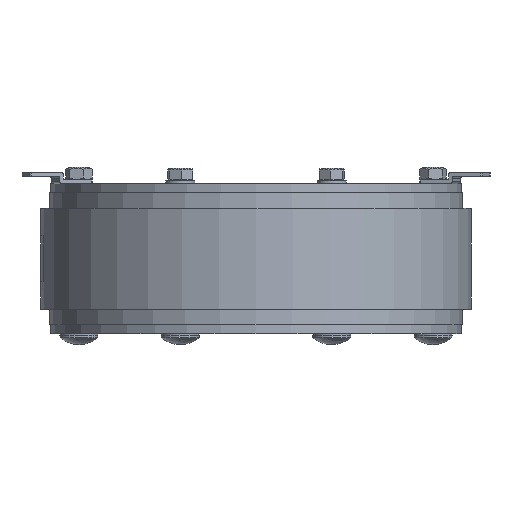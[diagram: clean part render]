
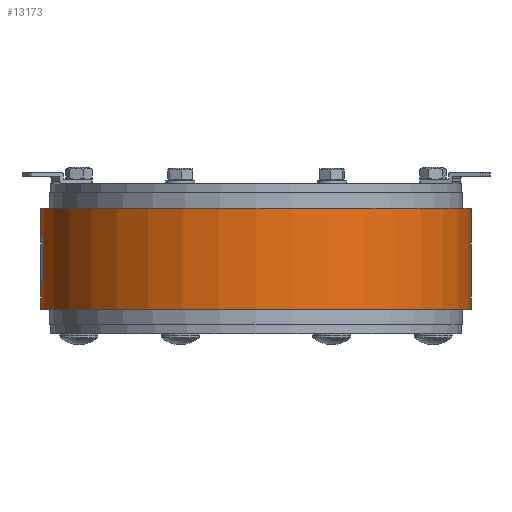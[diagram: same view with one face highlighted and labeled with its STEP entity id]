
A CAD part, front view. The second image highlights one B-rep face of the part: STEP entity #13173.
In plain terms, the highlighted cylindrical face has radius 117.5 mm (diameter 235 mm), a partial arc.
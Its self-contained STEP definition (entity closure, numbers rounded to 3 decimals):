
#1113=CIRCLE('',#13894,117.5);
#1115=CIRCLE('',#13897,117.5);
#1117=CIRCLE('',#13900,117.5);
#1119=CIRCLE('',#13904,117.5);
#1121=CIRCLE('',#13917,117.5);
#1123=CIRCLE('',#13921,117.5);
#1126=CIRCLE('',#13925,117.5);
#1127=CIRCLE('',#13927,117.5);
#1205=CYLINDRICAL_SURFACE('',#13931,117.5);
#1930=FACE_OUTER_BOUND('',#2758,.T.);
#2758=EDGE_LOOP('',(#11968,#11969,#11970,#11971,#11972,#11973,#11974,#11975,
#11976,#11977,#11978,#11979,#11980,#11981));
#3988=LINE('',#23025,#5252);
#3995=LINE('',#23042,#5259);
#4005=LINE('',#23061,#5269);
#4014=LINE('',#23084,#5278);
#4021=LINE('',#23108,#5285);
#4022=LINE('',#23110,#5286);
#5252=VECTOR('',#16610,25.);
#5259=VECTOR('',#16627,15.);
#5269=VECTOR('',#16647,15.);
#5278=VECTOR('',#16670,25.);
#5285=VECTOR('',#16697,15.);
#5286=VECTOR('',#16700,15.);
#6476=VERTEX_POINT('',#22997);
#6477=VERTEX_POINT('',#22998);
#6480=VERTEX_POINT('',#23006);
#6481=VERTEX_POINT('',#23007);
#6484=VERTEX_POINT('',#23015);
#6485=VERTEX_POINT('',#23016);
#6488=VERTEX_POINT('',#23024);
#6490=VERTEX_POINT('',#23030);
#6500=VERTEX_POINT('',#23074);
#6501=VERTEX_POINT('',#23075);
#6504=VERTEX_POINT('',#23083);
#6506=VERTEX_POINT('',#23089);
#6509=VERTEX_POINT('',#23097);
#6510=VERTEX_POINT('',#23101);
#8282=EDGE_CURVE('',#6476,#6477,#1113,.T.);
#8286=EDGE_CURVE('',#6480,#6481,#1115,.T.);
#8290=EDGE_CURVE('',#6484,#6485,#1117,.T.);
#8294=EDGE_CURVE('',#6485,#6488,#3988,.T.);
#8297=EDGE_CURVE('',#6488,#6490,#1119,.T.);
#8303=EDGE_CURVE('',#6476,#6490,#3995,.T.);
#8313=EDGE_CURVE('',#6484,#6481,#4005,.T.);
#8320=EDGE_CURVE('',#6500,#6501,#1121,.T.);
#8324=EDGE_CURVE('',#6504,#6500,#4014,.T.);
#8327=EDGE_CURVE('',#6506,#6504,#1123,.T.);
#8332=EDGE_CURVE('',#6509,#6477,#1126,.T.);
#8333=EDGE_CURVE('',#6480,#6510,#1127,.T.);
#8337=EDGE_CURVE('',#6510,#6506,#4021,.T.);
#8338=EDGE_CURVE('',#6501,#6509,#4022,.T.);
#11968=ORIENTED_EDGE('',*,*,#8332,.F.);
#11969=ORIENTED_EDGE('',*,*,#8338,.F.);
#11970=ORIENTED_EDGE('',*,*,#8320,.F.);
#11971=ORIENTED_EDGE('',*,*,#8324,.F.);
#11972=ORIENTED_EDGE('',*,*,#8327,.F.);
#11973=ORIENTED_EDGE('',*,*,#8337,.F.);
#11974=ORIENTED_EDGE('',*,*,#8333,.F.);
#11975=ORIENTED_EDGE('',*,*,#8286,.T.);
#11976=ORIENTED_EDGE('',*,*,#8313,.F.);
#11977=ORIENTED_EDGE('',*,*,#8290,.T.);
#11978=ORIENTED_EDGE('',*,*,#8294,.T.);
#11979=ORIENTED_EDGE('',*,*,#8297,.T.);
#11980=ORIENTED_EDGE('',*,*,#8303,.F.);
#11981=ORIENTED_EDGE('',*,*,#8282,.T.);
#13173=ADVANCED_FACE('',(#1930),#1205,.T.);
#13894=AXIS2_PLACEMENT_3D('',#22999,#16586,#16587);
#13897=AXIS2_PLACEMENT_3D('',#23008,#16594,#16595);
#13900=AXIS2_PLACEMENT_3D('',#23017,#16602,#16603);
#13904=AXIS2_PLACEMENT_3D('',#23031,#16615,#16616);
#13917=AXIS2_PLACEMENT_3D('',#23076,#16662,#16663);
#13921=AXIS2_PLACEMENT_3D('',#23090,#16675,#16676);
#13925=AXIS2_PLACEMENT_3D('',#23099,#16685,#16686);
#13927=AXIS2_PLACEMENT_3D('',#23102,#16689,#16690);
#13931=AXIS2_PLACEMENT_3D('',#23112,#16702,#16703);
#16586=DIRECTION('center_axis',(0.,1.,0.));
#16587=DIRECTION('ref_axis',(0.,0.,1.));
#16594=DIRECTION('center_axis',(0.,-1.,0.));
#16595=DIRECTION('ref_axis',(0.,0.,1.));
#16602=DIRECTION('center_axis',(0.,1.,0.));
#16603=DIRECTION('ref_axis',(0.,0.,1.));
#16610=DIRECTION('',(0.,-1.,0.));
#16615=DIRECTION('center_axis',(0.,-1.,0.));
#16616=DIRECTION('ref_axis',(0.,0.,1.));
#16627=DIRECTION('',(0.,1.,0.));
#16647=DIRECTION('',(0.,1.,0.));
#16662=DIRECTION('center_axis',(0.,-1.,0.));
#16663=DIRECTION('ref_axis',(-0.177,0.,-0.984));
#16670=DIRECTION('',(0.,-1.,0.));
#16675=DIRECTION('center_axis',(0.,1.,0.));
#16676=DIRECTION('ref_axis',(0.,0.,-1.));
#16685=DIRECTION('center_axis',(0.,-1.,0.));
#16686=DIRECTION('ref_axis',(0.,0.,-1.));
#16689=DIRECTION('center_axis',(0.,1.,0.));
#16690=DIRECTION('ref_axis',(0.,0.,-1.));
#16697=DIRECTION('',(0.,-1.,0.));
#16700=DIRECTION('',(0.,-1.,0.));
#16702=DIRECTION('center_axis',(0.,1.,0.));
#16703=DIRECTION('ref_axis',(0.,0.,-1.));
#22997=CARTESIAN_POINT('',(-180.634,-27.5,5.));
#22998=CARTESIAN_POINT('',(-180.634,-27.5,-230.));
#22999=CARTESIAN_POINT('Origin',(-180.634,-27.5,-112.5));
#23006=CARTESIAN_POINT('',(-180.634,27.5,-230.));
#23007=CARTESIAN_POINT('',(-180.634,27.5,5.));
#23008=CARTESIAN_POINT('Origin',(-180.634,27.5,-112.5));
#23015=CARTESIAN_POINT('',(-180.634,12.5,5.));
#23016=CARTESIAN_POINT('',(-160.309,12.5,3.229));
#23017=CARTESIAN_POINT('Origin',(-180.634,12.5,-112.5));
#23024=CARTESIAN_POINT('',(-160.309,-12.5,3.229));
#23025=CARTESIAN_POINT('',(-160.309,0.,3.229));
#23030=CARTESIAN_POINT('',(-180.634,-12.5,5.));
#23031=CARTESIAN_POINT('Origin',(-180.634,-12.5,-112.5));
#23042=CARTESIAN_POINT('',(-180.634,-13.75,5.));
#23061=CARTESIAN_POINT('',(-180.634,6.25,5.));
#23074=CARTESIAN_POINT('',(-201.421,-12.5,-228.147));
#23075=CARTESIAN_POINT('',(-180.642,-12.5,-230.));
#23076=CARTESIAN_POINT('Origin',(-180.634,-12.5,-112.5));
#23083=CARTESIAN_POINT('',(-201.421,12.5,-228.147));
#23084=CARTESIAN_POINT('',(-201.421,-12.5,-228.147));
#23089=CARTESIAN_POINT('',(-180.642,12.5,-230.));
#23090=CARTESIAN_POINT('Origin',(-180.634,12.5,-112.5));
#23097=CARTESIAN_POINT('',(-180.642,-27.5,-230.));
#23099=CARTESIAN_POINT('Origin',(-180.634,-27.5,-112.5));
#23101=CARTESIAN_POINT('',(-180.642,27.5,-230.));
#23102=CARTESIAN_POINT('Origin',(-180.634,27.5,-112.5));
#23108=CARTESIAN_POINT('',(-180.642,-27.5,-230.));
#23110=CARTESIAN_POINT('',(-180.642,-27.5,-230.));
#23112=CARTESIAN_POINT('Origin',(-180.634,0.,
-112.5));
